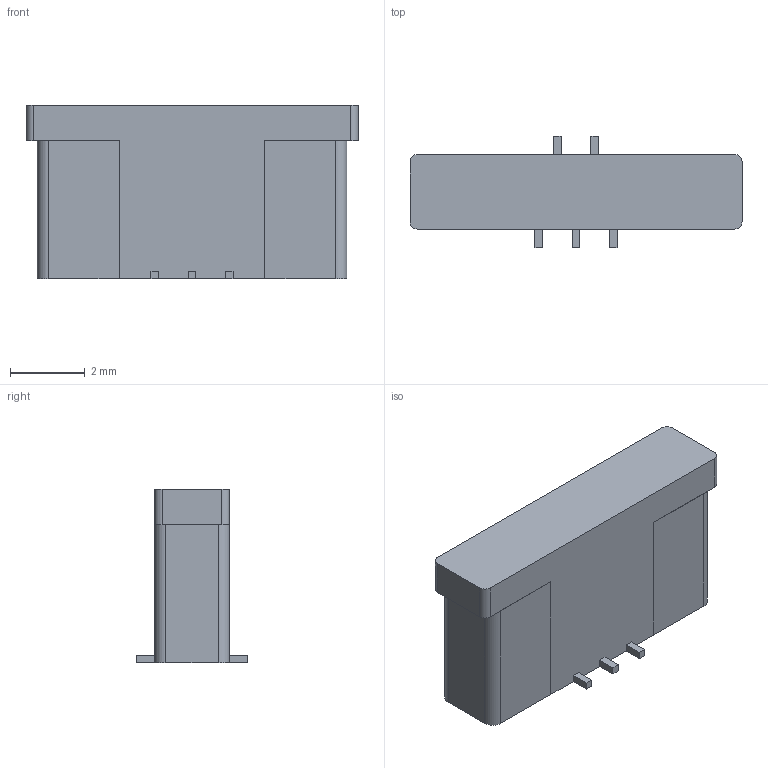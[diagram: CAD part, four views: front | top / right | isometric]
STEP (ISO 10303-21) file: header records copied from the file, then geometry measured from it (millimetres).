
FILE_DESCRIPTION(/* description */ (''),/* implementation_level */ '2;1');
FILE_NAME(/* name */ 'FFC_PITCH0.5MM_5P_立贴.step',/* time_stamp */ '2022-08-30T13:42:21+08:00',/* author */ (''),/* organization */ (''),/* preprocessor_version */ 'ST-DEVELOPER v19',/* originating_system */ 'Autodesk Translation Framework v11.7.0.108',/* authorisation */ '');
FILE_SCHEMA (('AUTOMOTIVE_DESIGN { 1 0 10303 214 3 1 1 }'));
Length unit declared in the file: millimetre
Products named in the file (3): FPC/FFC_PITCH0.5MM_5P_立贴; 零部件1; 零部件2
Assembly tree (2 placements, depth 2):
  FPC/FFC_PITCH0.5MM_5P_立贴
    零部件1
    零部件2
Bounding box: 8.9 x 3 x 4.65 mm (x, y, z)
Volume: 78.1 mm3; surface area: 226.1 mm2
Topology: 8 solids, 8 shells, 76 faces, 180 edges, 120 vertices
Faces by surface type: plane 68, cylinder 8
Entity records: 2255 total; most frequent: CARTESIAN_POINT 381, ORIENTED_EDGE 360, DIRECTION 358, EDGE_CURVE 180, LINE 164, VECTOR 164, VERTEX_POINT 120, AXIS2_PLACEMENT_3D 97
